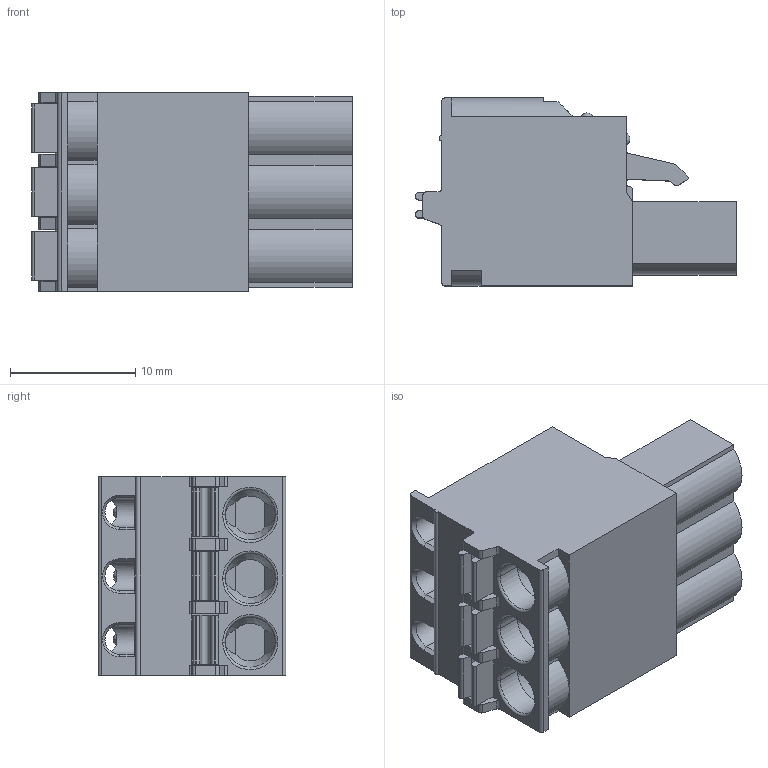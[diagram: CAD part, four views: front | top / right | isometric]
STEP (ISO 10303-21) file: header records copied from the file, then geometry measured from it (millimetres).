
FILE_DESCRIPTION(('Creo Elements/Direct Modeling STEP Export'),'2;1');
FILE_NAME('model.stp','2019-08-12T16:05:02',(''),(''),'Creo Elements/Direct Modeling STEP processor for AP214 (Solid Model)','Creo Elements/Direct Modeling 20.1A 29-Sep-2018 (C) Parametric Technology GmbH','');
FILE_SCHEMA(('AUTOMOTIVE_DESIGN { 1 0 10303 214 1 1 1 1 }'));
Length unit declared in the file: millimetre
Products named in the file (2): FKC_2_5-3-ST-5_08.stp
Assembly tree (1 placements, depth 2):
  FKC_2_5-3-ST-5_08.stp
    FKC_2_5-3-ST-5_08.stp
Bounding box: 25.6 x 15 x 15.86 mm (x, y, z)
Volume: 3760.8 mm3; surface area: 2382.5 mm2
Topology: 1 solids, 1 shells, 1052 faces, 2961 edges, 1949 vertices
Faces by surface type: plane 717, cylinder 310, sphere 10, cone 9, torus 6
Entity records: 36219 total; most frequent: CARTESIAN_POINT 5924, ORIENTED_EDGE 5902, DIRECTION 5684, EDGE_CURVE 2951, VECTOR 2266, LINE 2266, VERTEX_POINT 1949, AXIS2_PLACEMENT_3D 1709
